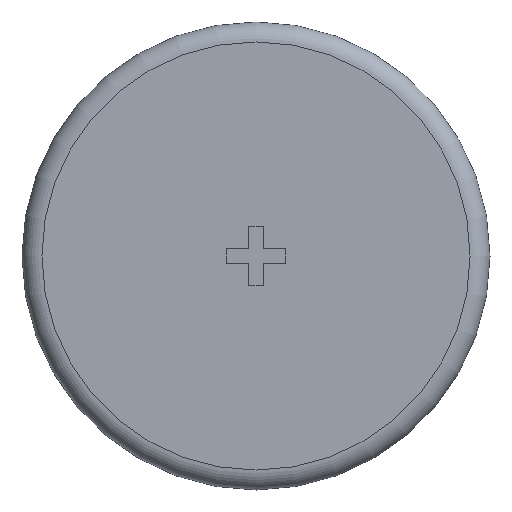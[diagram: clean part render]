
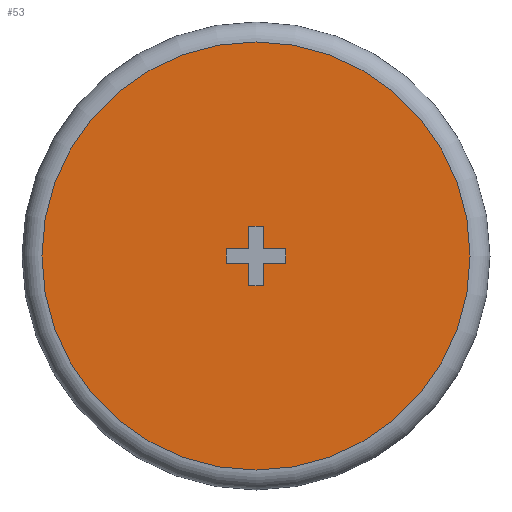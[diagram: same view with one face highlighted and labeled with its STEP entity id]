
A CAD part, front view. The second image highlights one B-rep face of the part: STEP entity #53.
In plain terms, the highlighted planar face has unit normal (0, -1, 0).
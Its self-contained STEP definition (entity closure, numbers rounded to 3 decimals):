
#53 = ADVANCED_FACE( '', ( #126, #127 ), #128, .F. );
#126 = FACE_BOUND( '', #221, .T. );
#127 = FACE_OUTER_BOUND( '', #222, .T. );
#128 = PLANE( '', #223 );
#221 = EDGE_LOOP( '', ( #312, #313, #314, #315, #316, #317, #318, #319, #320, #321, #322, #323 ) );
#222 = EDGE_LOOP( '', ( #324 ) );
#223 = AXIS2_PLACEMENT_3D( '', #325, #326, #327 );
#312 = ORIENTED_EDGE( '', *, *, #537, .T. );
#313 = ORIENTED_EDGE( '', *, *, #538, .F. );
#314 = ORIENTED_EDGE( '', *, *, #539, .T. );
#315 = ORIENTED_EDGE( '', *, *, #540, .T. );
#316 = ORIENTED_EDGE( '', *, *, #541, .T. );
#317 = ORIENTED_EDGE( '', *, *, #542, .T. );
#318 = ORIENTED_EDGE( '', *, *, #543, .T. );
#319 = ORIENTED_EDGE( '', *, *, #544, .T. );
#320 = ORIENTED_EDGE( '', *, *, #545, .T. );
#321 = ORIENTED_EDGE( '', *, *, #546, .T. );
#322 = ORIENTED_EDGE( '', *, *, #547, .T. );
#323 = ORIENTED_EDGE( '', *, *, #548, .T. );
#324 = ORIENTED_EDGE( '', *, *, #535, .T. );
#325 = CARTESIAN_POINT( '', ( 21.5, 0., 0. ) );
#326 = DIRECTION( '', ( 0., 1., 0. ) );
#327 = DIRECTION( '', ( 0., 0., 1. ) );
#535 = EDGE_CURVE( '', #623, #623, #624, .T. );
#537 = EDGE_CURVE( '', #626, #627, #628, .T. );
#538 = EDGE_CURVE( '', #629, #627, #630, .T. );
#539 = EDGE_CURVE( '', #629, #631, #632, .T. );
#540 = EDGE_CURVE( '', #631, #633, #634, .T. );
#541 = EDGE_CURVE( '', #633, #635, #636, .T. );
#542 = EDGE_CURVE( '', #635, #637, #638, .T. );
#543 = EDGE_CURVE( '', #637, #639, #640, .T. );
#544 = EDGE_CURVE( '', #639, #641, #642, .T. );
#545 = EDGE_CURVE( '', #641, #643, #644, .T. );
#546 = EDGE_CURVE( '', #643, #645, #646, .T. );
#547 = EDGE_CURVE( '', #645, #647, #648, .T. );
#548 = EDGE_CURVE( '', #647, #626, #649, .T. );
#623 = VERTEX_POINT( '', #752 );
#624 = CIRCLE( '', #753, 21.5 );
#626 = VERTEX_POINT( '', #755 );
#627 = VERTEX_POINT( '', #756 );
#628 = LINE( '', #757, #758 );
#629 = VERTEX_POINT( '', #759 );
#630 = LINE( '', #760, #761 );
#631 = VERTEX_POINT( '', #762 );
#632 = LINE( '', #763, #764 );
#633 = VERTEX_POINT( '', #765 );
#634 = LINE( '', #766, #767 );
#635 = VERTEX_POINT( '', #768 );
#636 = LINE( '', #769, #770 );
#637 = VERTEX_POINT( '', #771 );
#638 = LINE( '', #772, #773 );
#639 = VERTEX_POINT( '', #774 );
#640 = LINE( '', #775, #776 );
#641 = VERTEX_POINT( '', #777 );
#642 = LINE( '', #778, #779 );
#643 = VERTEX_POINT( '', #780 );
#644 = LINE( '', #781, #782 );
#645 = VERTEX_POINT( '', #783 );
#646 = LINE( '', #784, #785 );
#647 = VERTEX_POINT( '', #786 );
#648 = LINE( '', #787, #788 );
#649 = LINE( '', #789, #790 );
#752 = CARTESIAN_POINT( '', ( 0., 0., -21.5 ) );
#753 = AXIS2_PLACEMENT_3D( '', #935, #936, #937 );
#755 = CARTESIAN_POINT( '', ( 0.75, 0., 0.75 ) );
#756 = CARTESIAN_POINT( '', ( 3., 0., 0.75 ) );
#757 = CARTESIAN_POINT( '', ( 0.75, 0., 0.75 ) );
#758 = VECTOR( '', #938, 1000. );
#759 = CARTESIAN_POINT( '', ( 3., 0., -0.75 ) );
#760 = CARTESIAN_POINT( '', ( 3., 0., 0. ) );
#761 = VECTOR( '', #939, 1000. );
#762 = CARTESIAN_POINT( '', ( 0.75, 0., -0.75 ) );
#763 = CARTESIAN_POINT( '', ( 3., 0., -0.75 ) );
#764 = VECTOR( '', #940, 1000. );
#765 = CARTESIAN_POINT( '', ( 0.75, 0., -3. ) );
#766 = CARTESIAN_POINT( '', ( 0.75, 0., -0.75 ) );
#767 = VECTOR( '', #941, 1000. );
#768 = CARTESIAN_POINT( '', ( -0.75, 0., -3. ) );
#769 = CARTESIAN_POINT( '', ( 0.75, 0., -3. ) );
#770 = VECTOR( '', #942, 1000. );
#771 = CARTESIAN_POINT( '', ( -0.75, 0., -0.75 ) );
#772 = CARTESIAN_POINT( '', ( -0.75, 0., -3. ) );
#773 = VECTOR( '', #943, 1000. );
#774 = CARTESIAN_POINT( '', ( -3., 0., -0.75 ) );
#775 = CARTESIAN_POINT( '', ( -0.75, 0., -0.75 ) );
#776 = VECTOR( '', #944, 1000. );
#777 = CARTESIAN_POINT( '', ( -3., 0., 0.75 ) );
#778 = CARTESIAN_POINT( '', ( -3., 0., -0.75 ) );
#779 = VECTOR( '', #945, 1000. );
#780 = CARTESIAN_POINT( '', ( -0.75, 0., 0.75 ) );
#781 = CARTESIAN_POINT( '', ( -3., 0., 0.75 ) );
#782 = VECTOR( '', #946, 1000. );
#783 = CARTESIAN_POINT( '', ( -0.75, 0., 3. ) );
#784 = CARTESIAN_POINT( '', ( -0.75, 0., 0.75 ) );
#785 = VECTOR( '', #947, 1000. );
#786 = CARTESIAN_POINT( '', ( 0.75, 0., 3. ) );
#787 = CARTESIAN_POINT( '', ( -0.75, 0., 3. ) );
#788 = VECTOR( '', #948, 1000. );
#789 = CARTESIAN_POINT( '', ( 0.75, 0., 3. ) );
#790 = VECTOR( '', #949, 1000. );
#935 = CARTESIAN_POINT( '', ( 0., 0., 0. ) );
#936 = DIRECTION( '', ( 0., -1., 0. ) );
#937 = DIRECTION( '', ( 0., 0., -1. ) );
#938 = DIRECTION( '', ( 1., 0., 0. ) );
#939 = DIRECTION( '', ( 0., 0., 1. ) );
#940 = DIRECTION( '', ( -1., 0., 0. ) );
#941 = DIRECTION( '', ( 0., 0., -1. ) );
#942 = DIRECTION( '', ( -1., 0., 0. ) );
#943 = DIRECTION( '', ( 0., 0., 1. ) );
#944 = DIRECTION( '', ( -1., 0., 0. ) );
#945 = DIRECTION( '', ( 0., 0., 1. ) );
#946 = DIRECTION( '', ( 1., 0., 0. ) );
#947 = DIRECTION( '', ( 0., 0., 1. ) );
#948 = DIRECTION( '', ( 1., 0., 0. ) );
#949 = DIRECTION( '', ( 0., 0., -1. ) );
